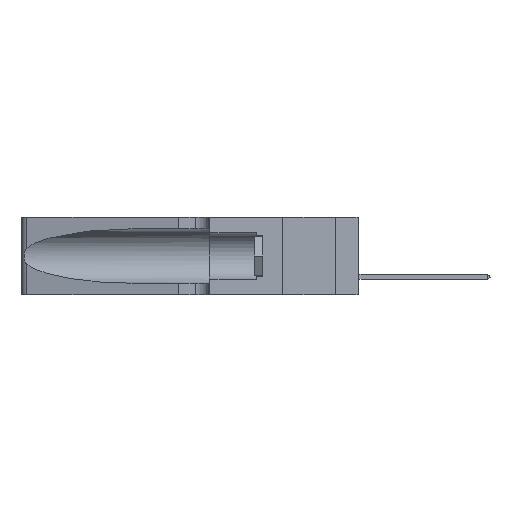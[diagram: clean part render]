
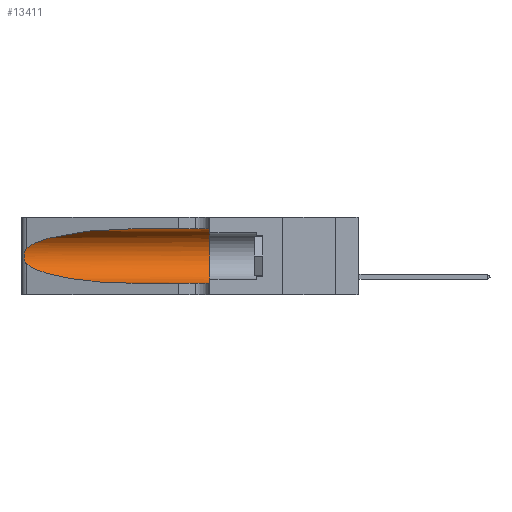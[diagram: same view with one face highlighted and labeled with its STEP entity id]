
A CAD part, left-side view. The second image highlights one B-rep face of the part: STEP entity #13411.
In plain terms, the highlighted cylindrical face has radius 3.308 mm (diameter 6.617 mm), a partial arc.
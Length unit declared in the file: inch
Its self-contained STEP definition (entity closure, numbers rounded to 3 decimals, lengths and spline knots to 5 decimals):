
#518 = DIRECTION ( 'NONE',  ( 0., 1., 0. ) ) ;
#1512 = EDGE_CURVE ( 'NONE', #8145, #28793, #25075, .T. ) ;
#1786 = CARTESIAN_POINT ( 'NONE',  ( 0.1305, 0.72297, 0.05475 ) ) ;
#1903 = CARTESIAN_POINT ( 'NONE',  ( 0.1305, 0.35, 0.185 ) ) ;
#2046 = VERTEX_POINT ( 'NONE', #18749 ) ;
#2195 = CARTESIAN_POINT ( 'NONE',  ( 0.25787, 1.23484, 0.2124 ) ) ;
#2296 =( BOUNDED_CURVE ( )  B_SPLINE_CURVE ( 3, ( #32208, #16060, #8218, #3723 ),
 .UNSPECIFIED., .F., .T. ) 
 B_SPLINE_CURVE_WITH_KNOTS ( ( 4, 4 ),
 ( 1.5708, 2.84003 ),
 .UNSPECIFIED. ) 
 CURVE ( )  GEOMETRIC_REPRESENTATION_ITEM ( )  RATIONAL_B_SPLINE_CURVE ( ( 1., 0.87, 0.87, 1. ) ) 
 REPRESENTATION_ITEM ( '' )  );
#3723 = CARTESIAN_POINT ( 'NONE',  ( 0.25487, 1.22718, 0.22369 ) ) ;
#4066 = CIRCLE ( 'NONE', #26570, 0.13025 ) ;
#4512 = DIRECTION ( 'NONE',  ( 0., 0., 1. ) ) ;
#4667 = CARTESIAN_POINT ( 'NONE',  ( 0.25639, 1.23186, 0.15144 ) ) ;
#4793 = CARTESIAN_POINT ( 'NONE',  ( 0.25487, 1.22718, 0.22369 ) ) ;
#5030 = CARTESIAN_POINT ( 'NONE',  ( 0.25555, 1.22993, 0.14849 ) ) ;
#5293 = CARTESIAN_POINT ( 'NONE',  ( 0.1305, 1.61858, 0.31525 ) ) ;
#6309 = ORIENTED_EDGE ( 'NONE', *, *, #30863, .F. ) ;
#6427 = CARTESIAN_POINT ( 'NONE',  ( 0.1305, 0.72297, 0.31525 ) ) ;
#6530 = VERTEX_POINT ( 'NONE', #13966 ) ;
#6748 = EDGE_CURVE ( 'NONE', #24625, #8145, #2296, .T. ) ;
#6752 = FACE_OUTER_BOUND ( 'NONE', #17339, .T. ) ;
#6833 = ORIENTED_EDGE ( 'NONE', *, *, #1512, .T. ) ;
#7494 = CARTESIAN_POINT ( 'NONE',  ( 0.25487, 1.22718, 0.14631 ) ) ;
#7540 = ORIENTED_EDGE ( 'NONE', *, *, #24724, .T. ) ;
#7999 = CARTESIAN_POINT ( 'NONE',  ( 0.25487, 1.22718, 0.14631 ) ) ;
#8145 = VERTEX_POINT ( 'NONE', #10096 ) ;
#8218 = CARTESIAN_POINT ( 'NONE',  ( 0.2373, 1.15595, 0.28018 ) ) ;
#9962 = CARTESIAN_POINT ( 'NONE',  ( 0.1305, 1.61858, 0.185 ) ) ;
#10034 = CARTESIAN_POINT ( 'NONE',  ( 0.2373, 1.15595, 0.08982 ) ) ;
#10096 = CARTESIAN_POINT ( 'NONE',  ( 0.25487, 1.22718, 0.22369 ) ) ;
#10201 = DIRECTION ( 'NONE',  ( 0., -1., 0. ) ) ;
#10208 = CARTESIAN_POINT ( 'NONE',  ( 0.26075, 1.23896, 0.19203 ) ) ;
#11044 = DIRECTION ( 'NONE',  ( 0., -1., 0. ) ) ;
#12218 = CARTESIAN_POINT ( 'NONE',  ( 0.1305, 1.61858, 0.05475 ) ) ;
#13411 = ADVANCED_FACE ( 'NONE', ( #6752 ), #25382, .F. ) ;
#13966 = CARTESIAN_POINT ( 'NONE',  ( 0.1305, 0.35, 0.31525 ) ) ;
#14856 = AXIS2_PLACEMENT_3D ( 'NONE', #9962, #10201, #15186 ) ;
#15186 = DIRECTION ( 'NONE',  ( 0., 0., -1. ) ) ;
#15258 = EDGE_CURVE ( 'NONE', #6530, #2046, #4066, .T. ) ;
#16060 = CARTESIAN_POINT ( 'NONE',  ( 0.18966, 0.96281, 0.31525 ) ) ;
#16555 = VECTOR ( 'NONE', #25969, 39.37008 ) ;
#17339 = EDGE_LOOP ( 'NONE', ( #29997, #6833, #7540, #32042, #34586, #6309 ) ) ;
#18524 = CARTESIAN_POINT ( 'NONE',  ( 0.25789, 1.23486, 0.15765 ) ) ;
#18749 = CARTESIAN_POINT ( 'NONE',  ( 0.1305, 0.35, 0.05475 ) ) ;
#19130 = CARTESIAN_POINT ( 'NONE',  ( 0.25856, 1.23593, 0.16098 ) ) ;
#20901 = CARTESIAN_POINT ( 'NONE',  ( 0.26017, 1.23833, 0.17102 ) ) ;
#23671 = CARTESIAN_POINT ( 'NONE',  ( 0.25487, 1.22718, 0.14631 ) ) ;
#23842 = CARTESIAN_POINT ( 'NONE',  ( 0.26018, 1.23835, 0.19895 ) ) ;
#24625 = VERTEX_POINT ( 'NONE', #6427 ) ;
#24724 = EDGE_CURVE ( 'NONE', #28793, #26007, #27911, .T. ) ;
#25075 = B_SPLINE_CURVE_WITH_KNOTS ( 'NONE', 3,
 ( #4793, #29075, #26576, #2195, #26457, #23842, #10208, #34679, #20901, #19130, #18524, #4667, #5030, #7494 ),
 .UNSPECIFIED., .F., .F.,
 ( 4, 2, 2, 2, 2, 2, 4 ),
 ( 0., 0.00027, 0.00053, 0.00107, 0.0016, 0.00187, 0.00214 ),
 .UNSPECIFIED. ) ;
#25382 = CYLINDRICAL_SURFACE ( 'NONE', #14856, 0.13025 ) ;
#25969 = DIRECTION ( 'NONE',  ( 0., -1., 0. ) ) ;
#26007 = VERTEX_POINT ( 'NONE', #34743 ) ;
#26457 = CARTESIAN_POINT ( 'NONE',  ( 0.25854, 1.2359, 0.20912 ) ) ;
#26570 = AXIS2_PLACEMENT_3D ( 'NONE', #1903, #518, #4512 ) ;
#26576 = CARTESIAN_POINT ( 'NONE',  ( 0.25639, 1.23184, 0.21858 ) ) ;
#27202 = LINE ( 'NONE', #5293, #30611 ) ;
#27911 =( BOUNDED_CURVE ( )  B_SPLINE_CURVE ( 3, ( #23671, #10034, #31530, #1786 ),
 .UNSPECIFIED., .F., .F. ) 
 B_SPLINE_CURVE_WITH_KNOTS ( ( 4, 4 ),
 ( 3.44316, 4.71239 ),
 .UNSPECIFIED. ) 
 CURVE ( )  GEOMETRIC_REPRESENTATION_ITEM ( )  RATIONAL_B_SPLINE_CURVE ( ( 1., 0.87, 0.87, 1. ) ) 
 REPRESENTATION_ITEM ( '' )  );
#28793 = VERTEX_POINT ( 'NONE', #7999 ) ;
#29075 = CARTESIAN_POINT ( 'NONE',  ( 0.25555, 1.22994, 0.2215 ) ) ;
#29997 = ORIENTED_EDGE ( 'NONE', *, *, #6748, .T. ) ;
#30611 = VECTOR ( 'NONE', #11044, 39.37008 ) ;
#30863 = EDGE_CURVE ( 'NONE', #24625, #6530, #27202, .T. ) ;
#31530 = CARTESIAN_POINT ( 'NONE',  ( 0.18966, 0.96281, 0.05475 ) ) ;
#31796 = EDGE_CURVE ( 'NONE', #26007, #2046, #32697, .T. ) ;
#32042 = ORIENTED_EDGE ( 'NONE', *, *, #31796, .T. ) ;
#32208 = CARTESIAN_POINT ( 'NONE',  ( 0.1305, 0.72297, 0.31525 ) ) ;
#32697 = LINE ( 'NONE', #12218, #16555 ) ;
#34586 = ORIENTED_EDGE ( 'NONE', *, *, #15258, .F. ) ;
#34679 = CARTESIAN_POINT ( 'NONE',  ( 0.26075, 1.23896, 0.178 ) ) ;
#34743 = CARTESIAN_POINT ( 'NONE',  ( 0.1305, 0.72297, 0.05475 ) ) ;
